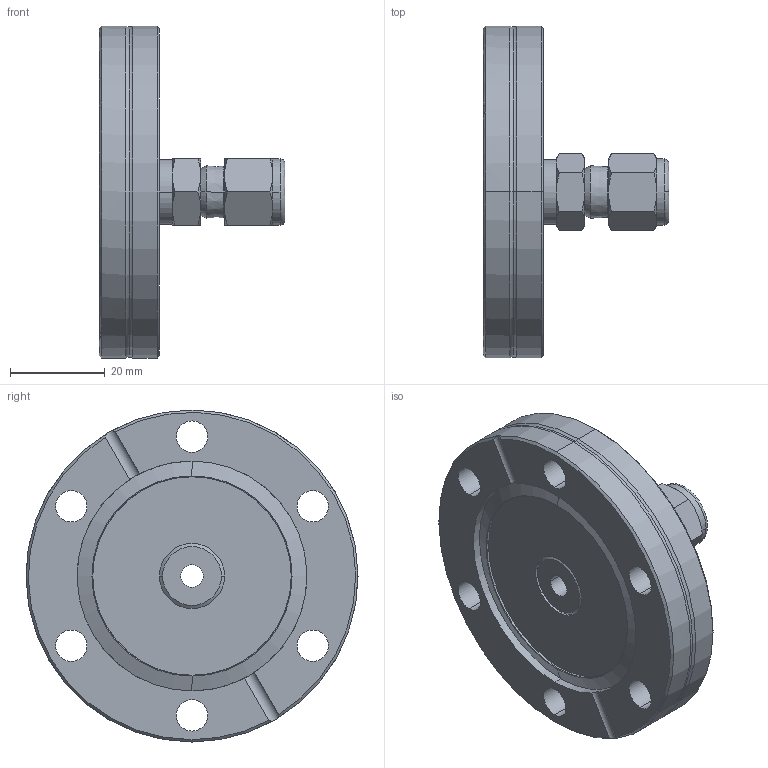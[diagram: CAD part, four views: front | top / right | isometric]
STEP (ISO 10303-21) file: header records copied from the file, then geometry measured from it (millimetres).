
FILE_DESCRIPTION (( 'STEP AP214' ), '1' );
FILE_NAME ('420ASW040-6.stp', '2017-04-21T07:13:00', ( '' ), ( '' ), 'SwSTEP 2.0', 'SolidWorks 2015', '' );
FILE_SCHEMA (( 'AUTOMOTIVE_DESIGN' ));
Length unit declared in the file: millimetre
Products named in the file (1): 420ASW040-6
Bounding box: 39.1 x 69.9 x 69.9 mm (x, y, z)
Volume: 46908.8 mm3; surface area: 14814.1 mm2
Topology: 2 solids, 2 shells, 107 faces, 245 edges, 146 vertices
Faces by surface type: cone 47, cylinder 30, plane 22, torus 6, bspline 2
Entity records: 4629 total; most frequent: CARTESIAN_POINT 995, DIRECTION 521, ORIENTED_EDGE 490, EDGE_CURVE 245, AXIS2_PLACEMENT_3D 228, VERTEX_POINT 146, EDGE_LOOP 127, CIRCLE 122
